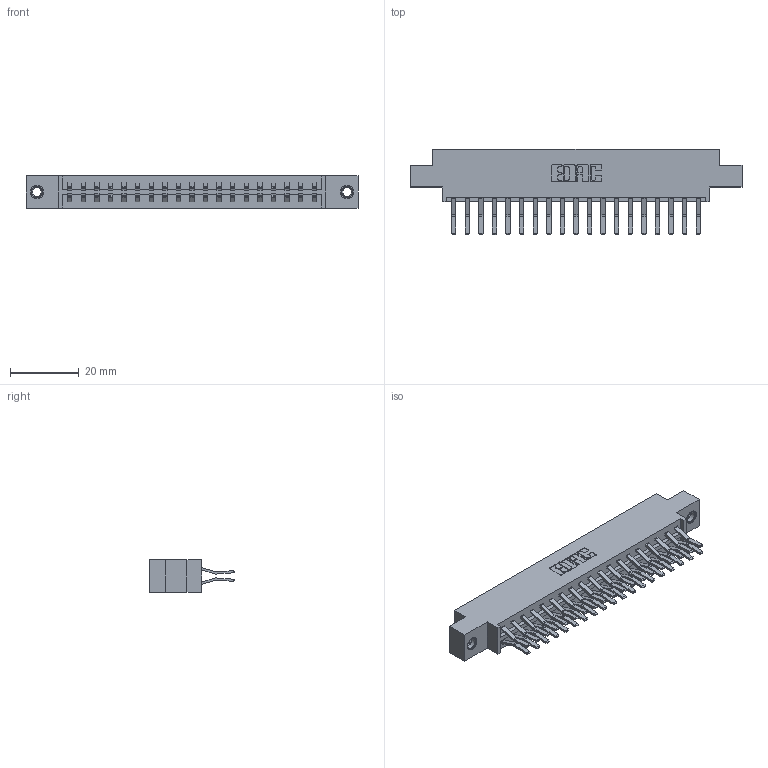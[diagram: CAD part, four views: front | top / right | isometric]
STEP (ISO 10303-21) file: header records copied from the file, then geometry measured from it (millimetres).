
FILE_DESCRIPTION (( 'STEP AP203' ), '1' );
FILE_NAME ('833-038-560-807.STEP', '2020-06-03T14:07:28', ( '' ), ( '' ), 'SwSTEP 2.0', 'SolidWorks 2020', '' );
FILE_SCHEMA (( 'CONFIG_CONTROL_DESIGN' ));
Length unit declared in the file: inch
Products named in the file (4): 345-250-001_345-250-005-103; 345-292-001_560 Tail; 833 Part_Offset - .156 Dia - TI; 833-038-560-807
Assembly tree (41 placements, depth 2):
  833-038-560-807
    833 Part_Offset - .156 Dia - TI
    345-292-001_560 Tail  x38
    345-250-001_345-250-005-103  x2
Bounding box: 96.82 x 24.78 x 9.4 mm (x, y, z)
Volume: 9677.9 mm3; surface area: 12160.1 mm2
Topology: 41 solids, 41 shells, 2230 faces, 6577 edges, 4326 vertices
Faces by surface type: plane 1474, cylinder 740, cone 12, torus 4
Entity records: 16604 total; most frequent: CARTESIAN_POINT 2765, ORIENTED_EDGE 2694, DIRECTION 2437, EDGE_CURVE 1347, LINE 1195, VECTOR 1195, VERTEX_POINT 892, AXIS2_PLACEMENT_3D 621
